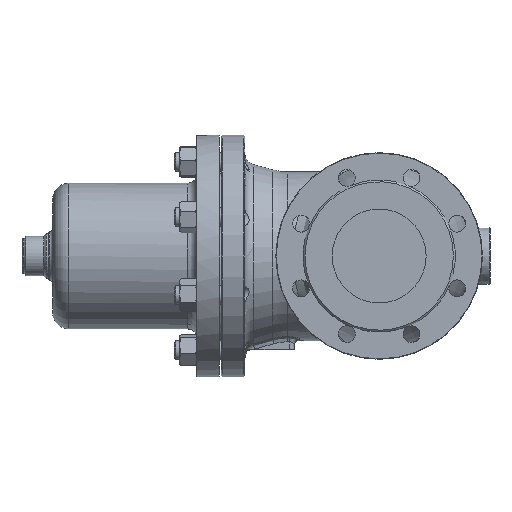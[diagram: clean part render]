
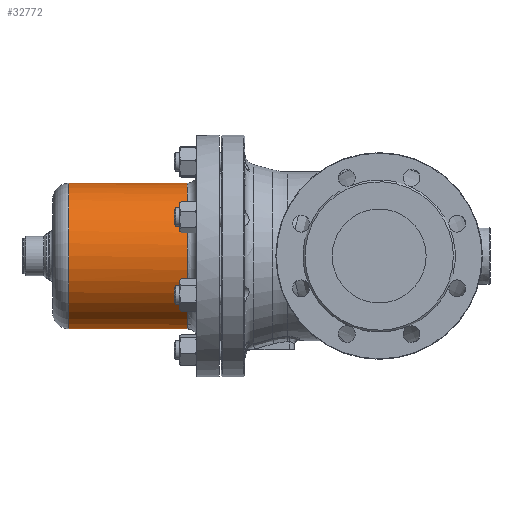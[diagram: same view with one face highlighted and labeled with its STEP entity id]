
A CAD part, left-side view. The second image highlights one B-rep face of the part: STEP entity #32772.
In plain terms, the highlighted cylindrical face has radius 77.5 mm (diameter 155 mm), a full revolution.
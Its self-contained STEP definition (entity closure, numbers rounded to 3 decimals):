
#1236 = CARTESIAN_POINT ( 'NONE',  ( 75.473, 204.199, 17.61 ) ) ;
#1733 = CARTESIAN_POINT ( 'NONE',  ( 77.362, 215.599, -4.65 ) ) ;
#1856 = DIRECTION ( 'NONE',  ( 0., 0., -1. ) ) ;
#1963 = CARTESIAN_POINT ( 'NONE',  ( 75.562, 205.066, -17.228 ) ) ;
#2715 = FACE_OUTER_BOUND ( 'NONE', #14445, .T. ) ;
#5220 = CARTESIAN_POINT ( 'NONE',  ( 77.465, 216.049, 2.372 ) ) ;
#5912 = CARTESIAN_POINT ( 'NONE',  ( 76.978, 213.838, -8.99 ) ) ;
#5987 = VERTEX_POINT ( 'NONE', #39438 ) ;
#6154 = CARTESIAN_POINT ( 'NONE',  ( 77.157, 214.68, 7.337 ) ) ;
#8267 = CARTESIAN_POINT ( 'NONE',  ( 76.824, 213.084, 10.225 ) ) ;
#8550 = AXIS2_PLACEMENT_3D ( 'NONE', #15015, #29229, #11091 ) ;
#9165 = CARTESIAN_POINT ( 'NONE',  ( 77.158, 214.687, -7.32 ) ) ;
#9220 = DIRECTION ( 'NONE',  ( 0., 0., -1. ) ) ;
#9620 = CARTESIAN_POINT ( 'NONE',  ( 77.363, 215.607, 4.687 ) ) ;
#10182 = VERTEX_POINT ( 'NONE', #1236 ) ;
#11091 = DIRECTION ( 'NONE',  ( 0., 0., -1. ) ) ;
#11262 = CARTESIAN_POINT ( 'NONE',  ( 76.325, 210.414, 13.464 ) ) ;
#11795 = AXIS2_PLACEMENT_3D ( 'NONE', #37584, #16858, #9220 ) ;
#12390 = CARTESIAN_POINT ( 'NONE',  ( 76.04, 208.648, -14.976 ) ) ;
#12747 = CARTESIAN_POINT ( 'NONE',  ( 0., 204.199, 0. ) ) ;
#12819 = AXIS2_PLACEMENT_3D ( 'NONE', #12747, #33711, #1856 ) ;
#13074 = CARTESIAN_POINT ( 'NONE',  ( 76.974, 213.819, 9.024 ) ) ;
#14445 = EDGE_LOOP ( 'NONE', ( #41937, #39181 ) ) ;
#15015 = CARTESIAN_POINT ( 'NONE',  ( 0., 330.199, 0. ) ) ;
#15881 = CARTESIAN_POINT ( 'NONE',  ( 76.827, 213.101, -10.199 ) ) ;
#16116 = CARTESIAN_POINT ( 'NONE',  ( 77.236, 215.04, -6.453 ) ) ;
#16333 = VERTEX_POINT ( 'NONE', #22876 ) ;
#16858 = DIRECTION ( 'NONE',  ( 0., -1., 0. ) ) ;
#18722 = CARTESIAN_POINT ( 'NONE',  ( 75.651, 205.934, 16.846 ) ) ;
#19853 = CARTESIAN_POINT ( 'NONE',  ( 75.983, 208.27, -15.261 ) ) ;
#20303 = CARTESIAN_POINT ( 'NONE',  ( 77.025, 214.062, -8.578 ) ) ;
#22876 = CARTESIAN_POINT ( 'NONE',  ( 0., 330.199, -77.5 ) ) ;
#22884 = CARTESIAN_POINT ( 'NONE',  ( 77.414, 215.826, 3.775 ) ) ;
#23124 = CARTESIAN_POINT ( 'NONE',  ( 77.478, 216.105, 1.897 ) ) ;
#23576 = CARTESIAN_POINT ( 'NONE',  ( 75.872, 207.5, -15.804 ) ) ;
#23807 = CARTESIAN_POINT ( 'NONE',  ( 77.235, 215.034, 6.468 ) ) ;
#23996 = EDGE_CURVE ( 'NONE', #10182, #5987, #29169, .T. ) ;
#25906 = CARTESIAN_POINT ( 'NONE',  ( 76.553, 211.694, 12.097 ) ) ;
#26367 = CARTESIAN_POINT ( 'NONE',  ( 76.211, 209.745, -14.086 ) ) ;
#26588 = CARTESIAN_POINT ( 'NONE',  ( 77.433, 215.909, -3.26 ) ) ;
#27266 = CARTESIAN_POINT ( 'NONE',  ( 77.483, 216.127, -1.864 ) ) ;
#29169 = CIRCLE ( 'NONE', #12819, 77.5 ) ;
#29229 = DIRECTION ( 'NONE',  ( 0., -1., 0. ) ) ;
#30110 = CARTESIAN_POINT ( 'NONE',  ( 76.555, 211.703, -12.086 ) ) ;
#30715 = ORIENTED_EDGE ( 'NONE', *, *, #38384, .T. ) ;
#30753 = EDGE_CURVE ( 'NONE', #10182, #5987, #40664, .T. ) ;
#30815 = CIRCLE ( 'NONE', #8550, 77.5 ) ;
#32772 = ADVANCED_FACE ( 'NONE', ( #37358, #2715 ), #44296, .T. ) ;
#32904 = CARTESIAN_POINT ( 'NONE',  ( 76.875, 213.338, 9.832 ) ) ;
#33579 = CARTESIAN_POINT ( 'NONE',  ( 77.496, 216.18, 0.952 ) ) ;
#33711 = DIRECTION ( 'NONE',  ( 0., -1., 0. ) ) ;
#33817 = CARTESIAN_POINT ( 'NONE',  ( 77.022, 214.047, 8.607 ) ) ;
#34040 = CARTESIAN_POINT ( 'NONE',  ( 77.412, 215.818, -3.724 ) ) ;
#34518 = CARTESIAN_POINT ( 'NONE',  ( 75.473, 204.199, -17.61 ) ) ;
#35827 = EDGE_LOOP ( 'NONE', ( #30715 ) ) ;
#36396 = CARTESIAN_POINT ( 'NONE',  ( 76.207, 209.718, 14.111 ) ) ;
#36627 = CARTESIAN_POINT ( 'NONE',  ( 76.665, 212.282, 11.373 ) ) ;
#37300 = CARTESIAN_POINT ( 'NONE',  ( 77.5, 216.198, 0.481 ) ) ;
#37358 = FACE_OUTER_BOUND ( 'NONE', #35827, .T. ) ;
#37584 = CARTESIAN_POINT ( 'NONE',  ( 0., 162.199, 0. ) ) ;
#37988 = CARTESIAN_POINT ( 'NONE',  ( 76.327, 210.429, -13.449 ) ) ;
#38384 = EDGE_CURVE ( 'NONE', #16333, #16333, #30815, .T. ) ;
#39181 = ORIENTED_EDGE ( 'NONE', *, *, #30753, .T. ) ;
#39438 = CARTESIAN_POINT ( 'NONE',  ( 75.473, 204.199, -17.61 ) ) ;
#39844 = CARTESIAN_POINT ( 'NONE',  ( 75.866, 207.531, 15.878 ) ) ;
#40526 = CARTESIAN_POINT ( 'NONE',  ( 75.66, 205.902, -16.793 ) ) ;
#40664 = B_SPLINE_CURVE_WITH_KNOTS ( 'NONE', 3,
 ( #43096, #18722, #39844, #36396, #11262, #25906, #36627, #8267, #32904, #13074, #33817, #6154, #23807, #9620, #22884, #5220, #23124, #33579, #37300, #40989, #27266, #26588, #34040, #1733, #41433, #16116, #9165, #20303, #5912, #44916, #15881, #45148, #30110, #37988, #26367, #12390, #19853, #23576, #44465, #40526, #1963, #34518 ),
 .UNSPECIFIED., .F., .F.,
 ( 4, 2, 2, 2, 2, 2, 2, 2, 2, 2, 2, 2, 2, 2, 2, 2, 2, 2, 2, 2, 4 ),
 ( 0., 0.006, 0.008, 0.011, 0.013, 0.014, 0.017, 0.02, 0.021, 0.023, 0.025, 0.027, 0.028, 0.031, 0.032, 0.034, 0.037, 0.039, 0.041, 0.042, 0.045 ),
 .UNSPECIFIED. ) ;
#40989 = CARTESIAN_POINT ( 'NONE',  ( 77.5, 216.199, -0.929 ) ) ;
#41433 = CARTESIAN_POINT ( 'NONE',  ( 77.333, 215.471, -5.107 ) ) ;
#41937 = ORIENTED_EDGE ( 'NONE', *, *, #23996, .F. ) ;
#43096 = CARTESIAN_POINT ( 'NONE',  ( 75.473, 204.199, 17.61 ) ) ;
#44296 = CYLINDRICAL_SURFACE ( 'NONE', #11795, 77.5 ) ;
#44465 = CARTESIAN_POINT ( 'NONE',  ( 75.818, 207.106, -16.061 ) ) ;
#44916 = CARTESIAN_POINT ( 'NONE',  ( 76.879, 213.358, -9.8 ) ) ;
#45148 = CARTESIAN_POINT ( 'NONE',  ( 76.667, 212.292, -11.36 ) ) ;
